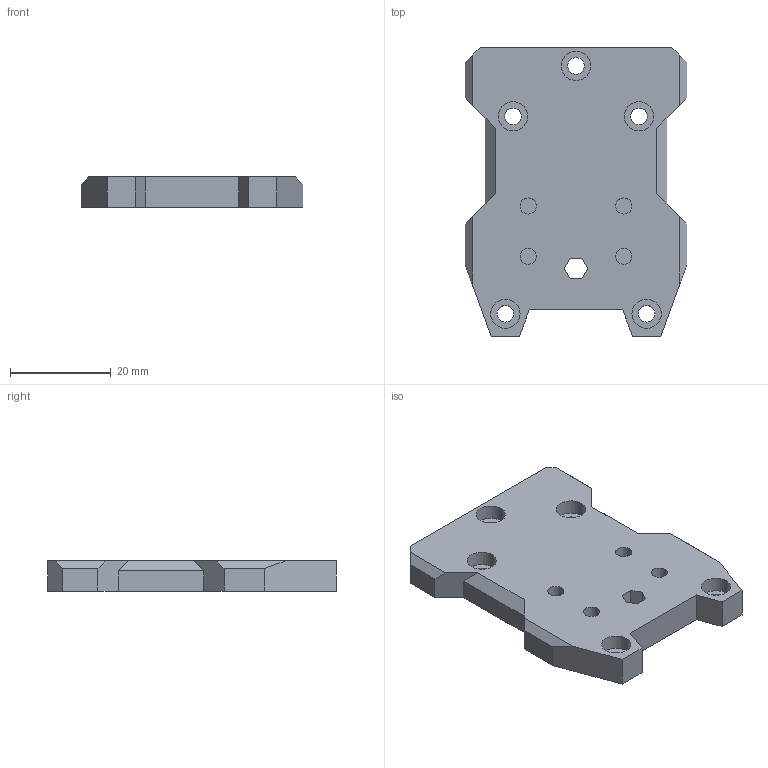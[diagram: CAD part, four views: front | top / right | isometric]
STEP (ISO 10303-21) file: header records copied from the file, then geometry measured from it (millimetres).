
FILE_DESCRIPTION (( 'STEP AP214' ), '1' );
FILE_NAME ('drive_Nebula_EVA3.STEP', '2025-06-27T08:06:47', ( 'Windows User' ), ( 'P R C' ), 'SwSTEP 2.0', 'SolidWorks 2022', '' );
FILE_SCHEMA (( 'AUTOMOTIVE_DESIGN' ));
Length unit declared in the file: millimetre
Products named in the file (1): drive_Nebula_EVA3
Bounding box: 44 x 57.3 x 6 mm (x, y, z)
Volume: 11828.3 mm3; surface area: 6172.1 mm2
Topology: 1 solids, 1 shells, 107 faces, 252 edges, 160 vertices
Faces by surface type: plane 53, cylinder 36, cone 18
Entity records: 3122 total; most frequent: DIRECTION 558, CARTESIAN_POINT 520, ORIENTED_EDGE 504, EDGE_CURVE 252, AXIS2_PLACEMENT_3D 198, LINE 162, VECTOR 162, VERTEX_POINT 160
